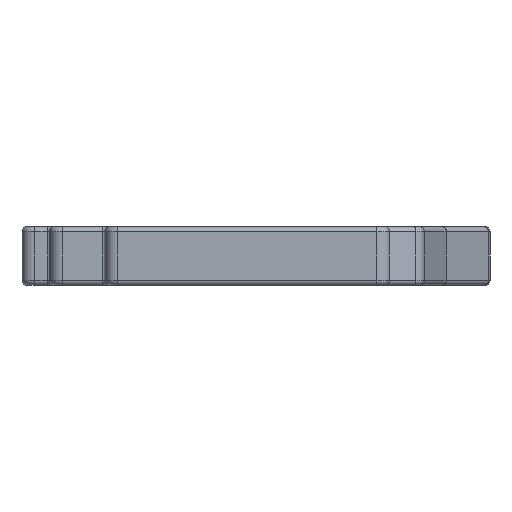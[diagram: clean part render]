
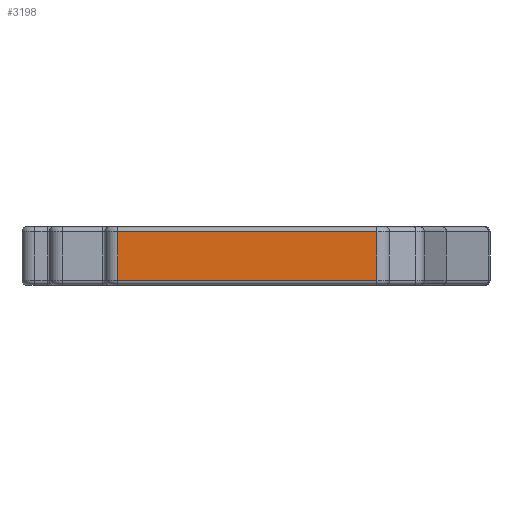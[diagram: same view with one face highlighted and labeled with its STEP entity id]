
A CAD part, left-side view. The second image highlights one B-rep face of the part: STEP entity #3198.
In plain terms, the highlighted planar face has unit normal (-1, 0, 0).
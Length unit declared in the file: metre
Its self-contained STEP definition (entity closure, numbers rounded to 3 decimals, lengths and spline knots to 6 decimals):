
#589=ORIENTED_EDGE('',*,*,#1539,.F.);
#590=ORIENTED_EDGE('',*,*,#1540,.T.);
#591=ORIENTED_EDGE('',*,*,#1536,.T.);
#592=ORIENTED_EDGE('',*,*,#1541,.T.);
#1536=EDGE_CURVE('',#1999,#2000,#2270,.T.);
#1539=EDGE_CURVE('',#2001,#2002,#2271,.T.);
#1540=EDGE_CURVE('',#2001,#1999,#2272,.T.);
#1541=EDGE_CURVE('',#2000,#2002,#2273,.F.);
#1999=VERTEX_POINT('',#5286);
#2000=VERTEX_POINT('',#5287);
#2001=VERTEX_POINT('',#5292);
#2002=VERTEX_POINT('',#5293);
#2270=LINE('',#5285,#2508);
#2271=LINE('',#5291,#2509);
#2272=LINE('',#5294,#2510);
#2273=LINE('',#5295,#2511);
#2508=VECTOR('',#4101,1.);
#2509=VECTOR('',#4108,1.);
#2510=VECTOR('',#4109,1.);
#2511=VECTOR('',#4110,1.);
#2691=EDGE_LOOP('',(#589,#590,#591,#592));
#2919=FACE_BOUND('',#2691,.T.);
#3127=PLANE('',#3474);
#3198=ADVANCED_FACE('',(#2919),#3127,.T.);
#3474=AXIS2_PLACEMENT_3D('',#5290,#4106,#4107);
#4101=DIRECTION('',(0.,0.,-1.));
#4106=DIRECTION('',(-1.,0.,0.));
#4107=DIRECTION('',(0.,0.,1.));
#4108=DIRECTION('',(0.,0.,-1.));
#4109=DIRECTION('',(0.,1.,0.));
#4110=DIRECTION('',(0.,1.,0.));
#5285=CARTESIAN_POINT('',(0.071515,-0.06486,0.002));
#5286=CARTESIAN_POINT('',(0.071515,-0.06486,0.0116));
#5287=CARTESIAN_POINT('',(0.071515,-0.06486,0.001));
#5290=CARTESIAN_POINT('',(0.071515,-0.092935,0.002));
#5291=CARTESIAN_POINT('',(0.071515,-0.12101,0.002));
#5292=CARTESIAN_POINT('',(0.071515,-0.12101,0.0116));
#5293=CARTESIAN_POINT('',(0.071515,-0.12101,0.001));
#5294=CARTESIAN_POINT('',(0.071515,-0.092935,0.0116));
#5295=CARTESIAN_POINT('',(0.071515,-0.12101,0.001));
